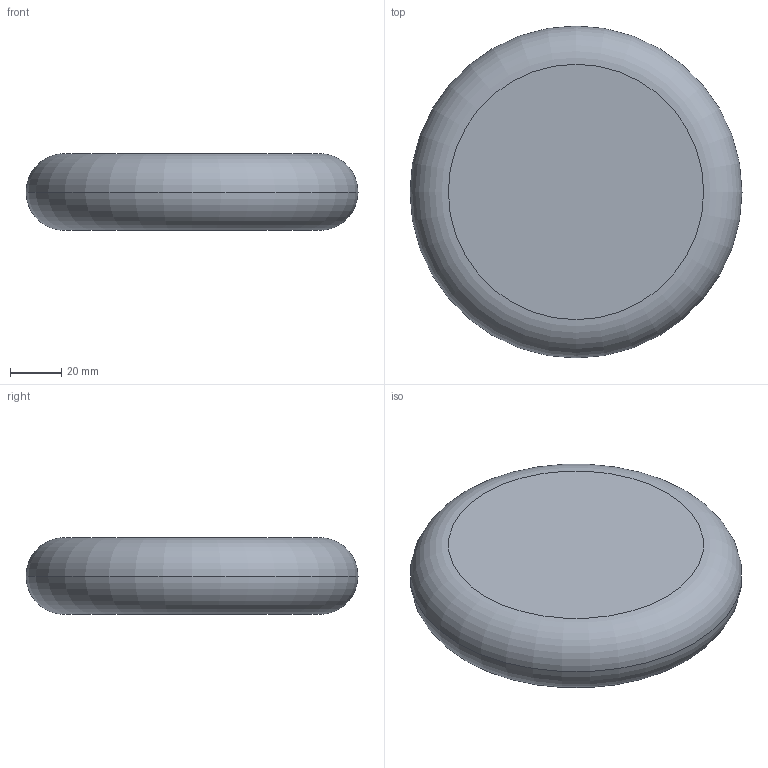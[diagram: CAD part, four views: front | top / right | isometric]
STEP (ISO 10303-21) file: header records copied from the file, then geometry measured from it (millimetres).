
FILE_DESCRIPTION(('FreeCAD Model'),'2;1');
FILE_NAME('rueda.stp', '2022-03-02T08:45:26',('FreeCAD'),('FreeCAD'), 'Open CASCADE STEP processor 7.3','FreeCAD','Unknown');
FILE_SCHEMA(('AUTOMOTIVE_DESIGN { 1 0 10303 214 1 1 1 1 }'));
Length unit declared in the file: millimetre
Products named in the file (1): Open CASCADE STEP translator 7.3 1
Bounding box: 130 x 130 x 30 mm (x, y, z)
Volume: 360789.7 mm3; surface area: 33339.8 mm2
Topology: 1 solids, 1 shells, 4 faces, 5 edges, 3 vertices
Faces by surface type: plane 2, torus 2
Entity records: 161 total; most frequent: DIRECTION 30, CARTESIAN_POINT 23, AXIS2_PLACEMENT_3D 10, ORIENTED_EDGE 10, PCURVE 10, DEFINITIONAL_REPRESENTATION 10, LINE 8, VECTOR 8
